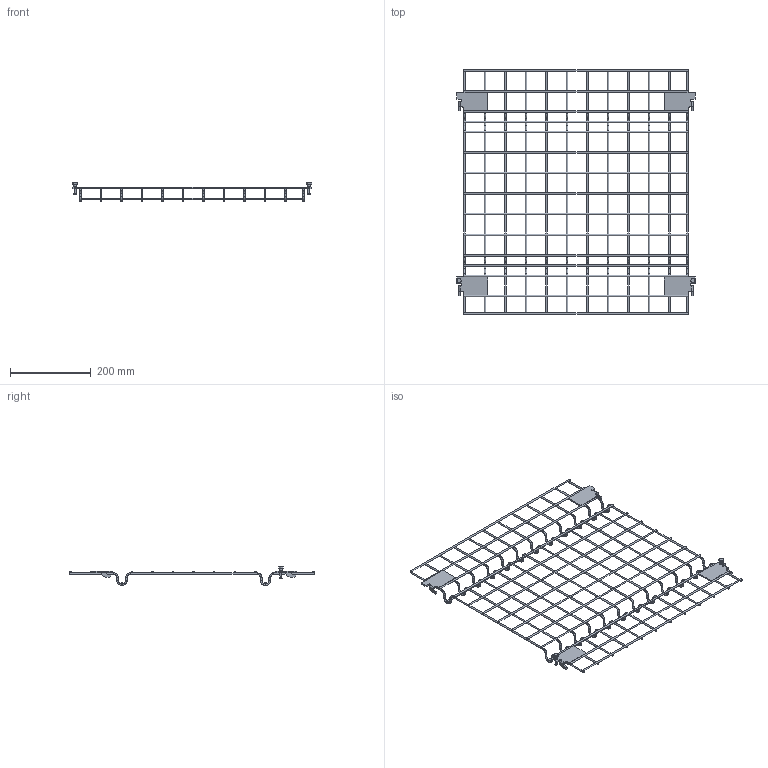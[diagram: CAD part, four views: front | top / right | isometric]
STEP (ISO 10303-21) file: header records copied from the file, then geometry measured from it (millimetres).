
FILE_DESCRIPTION (( 'STEP AP214' ), '1' );
FILE_NAME ('X02224.STEP', '2024-02-23T11:09:03', ( '' ), ( '' ), 'SwSTEP 2.0', 'SolidWorks 2023', '' );
FILE_SCHEMA (( 'AUTOMOTIVE_DESIGN' ));
Length unit declared in the file: inch
Products named in the file (1): X02224
Bounding box: 592.15 x 606.42 x 47.06 mm (x, y, z)
Volume: 259942.1 mm3; surface area: 244152.9 mm2
Topology: 35 solids, 35 shells, 413 faces, 948 edges, 609 vertices
Faces by surface type: cylinder 159, plane 134, bspline 108, cone 12
Full cylindrical faces by diameter (mm): 4.064 x123, 4.763 x2, 5.105 x2, 6.229 x2, 6.35 x2
Entity records: 12337 total; most frequent: CARTESIAN_POINT 4750, DIRECTION 1468, ORIENTED_EDGE 1116, EDGE_LOOP 668, FACE_OUTER_BOUND 648, AXIS2_PLACEMENT_3D 632, EDGE_CURVE 558, VERTEX_POINT 466
